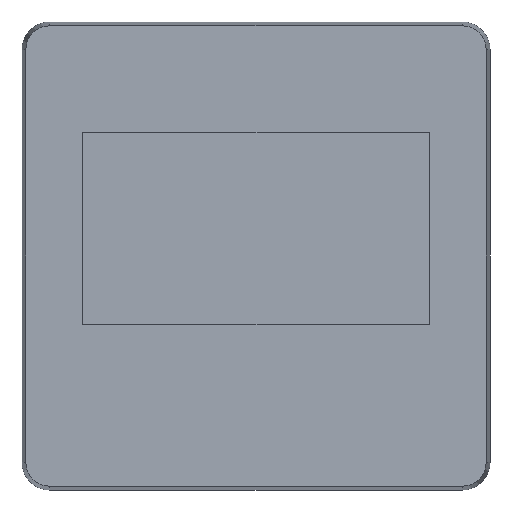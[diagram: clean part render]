
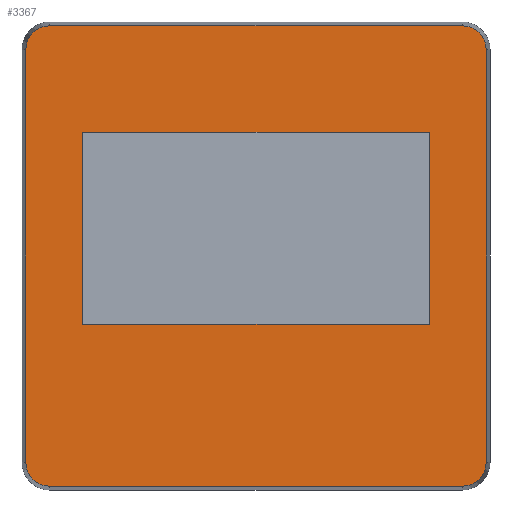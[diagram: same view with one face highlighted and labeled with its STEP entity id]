
A CAD part, front view. The second image highlights one B-rep face of the part: STEP entity #3367.
In plain terms, the highlighted planar face has unit normal (0, -1, 0).
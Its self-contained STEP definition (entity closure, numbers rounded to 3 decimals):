
#23 = DIRECTION ( 'NONE',  ( 1., 0., 0. ) ) ;
#71 = DIRECTION ( 'NONE',  ( 1., 0., 0. ) ) ;
#84 = VERTEX_POINT ( 'NONE', #3968 ) ;
#150 = EDGE_CURVE ( 'NONE', #4132, #3274, #1847, .T. ) ;
#188 = CARTESIAN_POINT ( 'NONE',  ( 6.29, -4., 4.5 ) ) ;
#239 = DIRECTION ( 'NONE',  ( 0., 0., -1. ) ) ;
#246 = EDGE_CURVE ( 'NONE', #3791, #84, #4166, .T. ) ;
#381 = LINE ( 'NONE', #3904, #4369 ) ;
#392 = CIRCLE ( 'NONE', #2161, 0.86 ) ;
#403 = EDGE_CURVE ( 'NONE', #4453, #4132, #1198, .T. ) ;
#452 = CARTESIAN_POINT ( 'NONE',  ( -7.5, -4., 8.36 ) ) ;
#549 = CARTESIAN_POINT ( 'NONE',  ( 7.5, -4., -8.36 ) ) ;
#574 = ORIENTED_EDGE ( 'NONE', *, *, #4418, .F. ) ;
#618 = CARTESIAN_POINT ( 'NONE',  ( 7.5, -4., 7.5 ) ) ;
#628 = VERTEX_POINT ( 'NONE', #2737 ) ;
#678 = EDGE_CURVE ( 'NONE', #2527, #628, #3415, .T. ) ;
#686 = DIRECTION ( 'NONE',  ( 0., 0., 1. ) ) ;
#705 = CARTESIAN_POINT ( 'NONE',  ( -6.29, -4., 4.5 ) ) ;
#919 = EDGE_CURVE ( 'NONE', #3497, #4375, #1789, .T. ) ;
#1007 = ORIENTED_EDGE ( 'NONE', *, *, #2202, .F. ) ;
#1135 = DIRECTION ( 'NONE',  ( 0., 0., -1. ) ) ;
#1150 = DIRECTION ( 'NONE',  ( 0., 0., -1. ) ) ;
#1151 = AXIS2_PLACEMENT_3D ( 'NONE', #2717, #2293, #1150 ) ;
#1198 = LINE ( 'NONE', #452, #4017 ) ;
#1215 = CARTESIAN_POINT ( 'NONE',  ( -6.29, -4., 4.5 ) ) ;
#1326 = AXIS2_PLACEMENT_3D ( 'NONE', #3269, #1712, #3226 ) ;
#1420 = DIRECTION ( 'NONE',  ( 0., 1., 0. ) ) ;
#1464 = FACE_BOUND ( 'NONE', #4987, .T. ) ;
#1478 = DIRECTION ( 'NONE',  ( 0., 0., -1. ) ) ;
#1499 = EDGE_CURVE ( 'NONE', #4811, #2527, #4689, .T. ) ;
#1633 = CARTESIAN_POINT ( 'NONE',  ( -6.29, -4., -2.48 ) ) ;
#1660 = EDGE_CURVE ( 'NONE', #4375, #3791, #3122, .T. ) ;
#1712 = DIRECTION ( 'NONE',  ( 0., 1., 0. ) ) ;
#1734 = VECTOR ( 'NONE', #686, 1000. ) ;
#1774 = CARTESIAN_POINT ( 'NONE',  ( -7.5, -4., -8.36 ) ) ;
#1789 = LINE ( 'NONE', #705, #1957 ) ;
#1802 = ORIENTED_EDGE ( 'NONE', *, *, #919, .F. ) ;
#1847 = CIRCLE ( 'NONE', #2323, 0.86 ) ;
#1906 = CARTESIAN_POINT ( 'NONE',  ( -8.36, -4., 7.5 ) ) ;
#1957 = VECTOR ( 'NONE', #1478, 1000. ) ;
#2161 = AXIS2_PLACEMENT_3D ( 'NONE', #3059, #2669, #5059 ) ;
#2202 = EDGE_CURVE ( 'NONE', #84, #3497, #381, .T. ) ;
#2210 = EDGE_CURVE ( 'NONE', #3151, #4410, #392, .T. ) ;
#2212 = ORIENTED_EDGE ( 'NONE', *, *, #246, .F. ) ;
#2293 = DIRECTION ( 'NONE',  ( 0., -1., 0. ) ) ;
#2323 = AXIS2_PLACEMENT_3D ( 'NONE', #618, #1420, #239 ) ;
#2326 = ORIENTED_EDGE ( 'NONE', *, *, #150, .F. ) ;
#2448 = CARTESIAN_POINT ( 'NONE',  ( 8.36, -4., 7.5 ) ) ;
#2455 = CARTESIAN_POINT ( 'NONE',  ( -7.5, -4., -7.5 ) ) ;
#2527 = VERTEX_POINT ( 'NONE', #3720 ) ;
#2583 = ORIENTED_EDGE ( 'NONE', *, *, #3180, .F. ) ;
#2669 = DIRECTION ( 'NONE',  ( 0., 1., 0. ) ) ;
#2717 = CARTESIAN_POINT ( 'NONE',  ( -7.5, -4., -7.5 ) ) ;
#2737 = CARTESIAN_POINT ( 'NONE',  ( -8.36, -4., 7.5 ) ) ;
#2823 = ORIENTED_EDGE ( 'NONE', *, *, #678, .F. ) ;
#2877 = ORIENTED_EDGE ( 'NONE', *, *, #2210, .F. ) ;
#3010 = PLANE ( 'NONE',  #1151 ) ;
#3059 = CARTESIAN_POINT ( 'NONE',  ( 7.5, -4., -7.5 ) ) ;
#3122 = LINE ( 'NONE', #1633, #4771 ) ;
#3151 = VERTEX_POINT ( 'NONE', #4430 ) ;
#3180 = EDGE_CURVE ( 'NONE', #4410, #4811, #4047, .T. ) ;
#3181 = CARTESIAN_POINT ( 'NONE',  ( 6.29, -4., -2.48 ) ) ;
#3185 = DIRECTION ( 'NONE',  ( 0., 0., -1. ) ) ;
#3192 = ORIENTED_EDGE ( 'NONE', *, *, #1660, .F. ) ;
#3226 = DIRECTION ( 'NONE',  ( 0., 0., -1. ) ) ;
#3269 = CARTESIAN_POINT ( 'NONE',  ( -7.5, -4., 7.5 ) ) ;
#3273 = VECTOR ( 'NONE', #4808, 1000. ) ;
#3274 = VERTEX_POINT ( 'NONE', #3741 ) ;
#3367 = ADVANCED_FACE ( 'NONE', ( #1464, #4153 ), #3010, .T. ) ;
#3385 = ORIENTED_EDGE ( 'NONE', *, *, #3960, .F. ) ;
#3415 = LINE ( 'NONE', #1906, #1734 ) ;
#3497 = VERTEX_POINT ( 'NONE', #1215 ) ;
#3566 = CARTESIAN_POINT ( 'NONE',  ( -6.29, -4., -2.48 ) ) ;
#3620 = AXIS2_PLACEMENT_3D ( 'NONE', #2455, #4734, #3185 ) ;
#3720 = CARTESIAN_POINT ( 'NONE',  ( -8.36, -4., -7.5 ) ) ;
#3741 = CARTESIAN_POINT ( 'NONE',  ( 8.36, -4., 7.5 ) ) ;
#3791 = VERTEX_POINT ( 'NONE', #3181 ) ;
#3882 = VECTOR ( 'NONE', #4575, 1000. ) ;
#3904 = CARTESIAN_POINT ( 'NONE',  ( -6.29, -4., 4.5 ) ) ;
#3960 = EDGE_CURVE ( 'NONE', #3274, #3151, #4514, .T. ) ;
#3968 = CARTESIAN_POINT ( 'NONE',  ( 6.29, -4., 4.5 ) ) ;
#4015 = CARTESIAN_POINT ( 'NONE',  ( -7.5, -4., 8.36 ) ) ;
#4017 = VECTOR ( 'NONE', #71, 1000. ) ;
#4021 = CARTESIAN_POINT ( 'NONE',  ( 7.5, -4., 8.36 ) ) ;
#4047 = LINE ( 'NONE', #1774, #3273 ) ;
#4132 = VERTEX_POINT ( 'NONE', #4021 ) ;
#4153 = FACE_OUTER_BOUND ( 'NONE', #4997, .T. ) ;
#4166 = LINE ( 'NONE', #188, #3882 ) ;
#4191 = VECTOR ( 'NONE', #1135, 1000. ) ;
#4272 = DIRECTION ( 'NONE',  ( -1., 0., 0. ) ) ;
#4369 = VECTOR ( 'NONE', #4272, 1000. ) ;
#4375 = VERTEX_POINT ( 'NONE', #3566 ) ;
#4408 = ORIENTED_EDGE ( 'NONE', *, *, #403, .F. ) ;
#4410 = VERTEX_POINT ( 'NONE', #549 ) ;
#4418 = EDGE_CURVE ( 'NONE', #628, #4453, #4863, .T. ) ;
#4419 = CARTESIAN_POINT ( 'NONE',  ( -7.5, -4., -8.36 ) ) ;
#4430 = CARTESIAN_POINT ( 'NONE',  ( 8.36, -4., -7.5 ) ) ;
#4453 = VERTEX_POINT ( 'NONE', #4015 ) ;
#4514 = LINE ( 'NONE', #2448, #4191 ) ;
#4537 = ORIENTED_EDGE ( 'NONE', *, *, #1499, .F. ) ;
#4575 = DIRECTION ( 'NONE',  ( 0., 0., 1. ) ) ;
#4689 = CIRCLE ( 'NONE', #3620, 0.86 ) ;
#4734 = DIRECTION ( 'NONE',  ( 0., 1., 0. ) ) ;
#4771 = VECTOR ( 'NONE', #23, 1000. ) ;
#4808 = DIRECTION ( 'NONE',  ( -1., 0., 0. ) ) ;
#4811 = VERTEX_POINT ( 'NONE', #4419 ) ;
#4863 = CIRCLE ( 'NONE', #1326, 0.86 ) ;
#4987 = EDGE_LOOP ( 'NONE', ( #2212, #3192, #1802, #1007 ) ) ;
#4997 = EDGE_LOOP ( 'NONE', ( #4537, #2583, #2877, #3385, #2326, #4408, #574, #2823 ) ) ;
#5059 = DIRECTION ( 'NONE',  ( 0., 0., -1. ) ) ;
